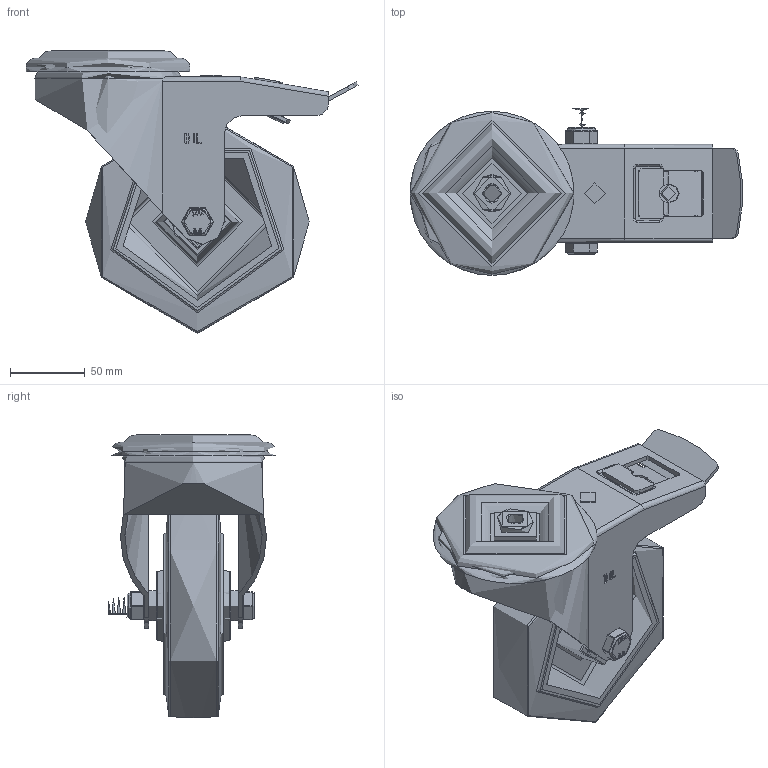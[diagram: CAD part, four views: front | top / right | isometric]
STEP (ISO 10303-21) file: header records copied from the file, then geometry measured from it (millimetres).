
FILE_DESCRIPTION(/* description */ (''),/* implementation_level */ '2;1');
FILE_NAME(/* name */ 'BZMM150SRNBJBH12SWB.step',/* time_stamp */ '2024-10-15T16:31:38+01:00',/* author */ (''),/* organization */ (''),/* preprocessor_version */ 'ST-DEVELOPER v20',/* originating_system */ 'Autodesk Translation Framework v13.20.0.188',/* authorisation */ '');
FILE_SCHEMA (('AUTOMOTIVE_DESIGN { 1 0 10303 214 3 1 1 }'));
Products named in the file (40): BZMM150SRNBJBH12SWB; BZMM150ASBH12SWB v1; ZINC PLATED, PRESSED STEEL TOP PLATE; ZINC PLATED, PRESSED STEEL FORKS; ZINC PLATED, PRESSED STEEL BRAKE PEDAL; BRAKE PAD; BRAKE PAD Geometry; BRAKE BOLT; BOLT; NUT; BZMH150WSRNBJM15 v1; 65 SHORE A ELASTIC RUBBER TYRE; NYLON RIM; BEARING 6202; METAL; METAL2; Pattern; Component1; MIDDLE; RUBBER; RUBBER2; BEARING 62022; METAL3; METAL4; Pattern2; Component12; MIDDLE2; RUBBER3; RUBBER4; BEARING SPACER; TH15X5X12 v1; ZINC PLATED HEADED SPACER; TH15X5X12 v1 (1); ZINC PLATED HEADED SPACER (1); HEXBOLTM12X90Z8.8 v2; GRADE 8.8 ZINC PLATED BOLT; NYLOCM12Z v1; NYLOC NUT; NUT (1); RUBBER (1)
Assembly tree (53 placements, depth 6):
  BZMM150SRNBJBH12SWB
    BZMM150ASBH12SWB v1
      ZINC PLATED, PRESSED STEEL TOP PLATE
      ZINC PLATED, PRESSED STEEL FORKS
      ZINC PLATED, PRESSED STEEL BRAKE PEDAL
      BRAKE PAD
        BRAKE PAD Geometry
        BRAKE BOLT
        BOLT
        NUT
    BZMH150WSRNBJM15 v1
      65 SHORE A ELASTIC RUBBER TYRE
      NYLON RIM
      BEARING 6202
        METAL
        METAL2
        Pattern
          Component1  x8
        MIDDLE
        RUBBER
        RUBBER2
        BEARING 62022
          METAL3
          METAL4
          Pattern2
            Component12  x8
          MIDDLE2
          RUBBER3
          RUBBER4
      BEARING SPACER
    TH15X5X12 v1
      ZINC PLATED HEADED SPACER
    TH15X5X12 v1 (1)
      ZINC PLATED HEADED SPACER (1)
    HEXBOLTM12X90Z8.8 v2
      GRADE 8.8 ZINC PLATED BOLT
    NYLOCM12Z v1
      NYLOC NUT
        NUT (1)
        RUBBER (1)
Bounding box: 222.68 x 112 x 189.92 mm (x, y, z)
Volume: 641467 mm3; surface area: 258151 mm2
Topology: 41 solids, 41 shells, 1283 faces, 3219 edges, 2122 vertices
Faces by surface type: plane 555, bspline 326, cylinder 258, sphere 66, torus 51, cone 27
Full cylindrical faces by diameter (mm): 8 x2, 9.836 x16, 11.834 x16, 12 x3, 12.1 x2, 12.2 x1, 12.5 x2, 14 x3, 14.8 x2, 15 x4, 17.75 x1, 18 x3, 18.5 x1, 20 x10, 22.5 x4, 23 x4, 24.5 x1, 25 x2, 29 x1, 30 x8, 30.5 x4, 31 x8, 32 x2, 33.5 x1, 34 x1, 35 x4, 40 x2, 52.5 x1, 65.5 x1, 77 x1
Entity records: 50890 total; most frequent: CARTESIAN_POINT 21116, ORIENTED_EDGE 6288, DIRECTION 5166, EDGE_CURVE 3144, VERTEX_POINT 2094, AXIS2_PLACEMENT_3D 1854, EDGE_LOOP 1522, LINE 1458
